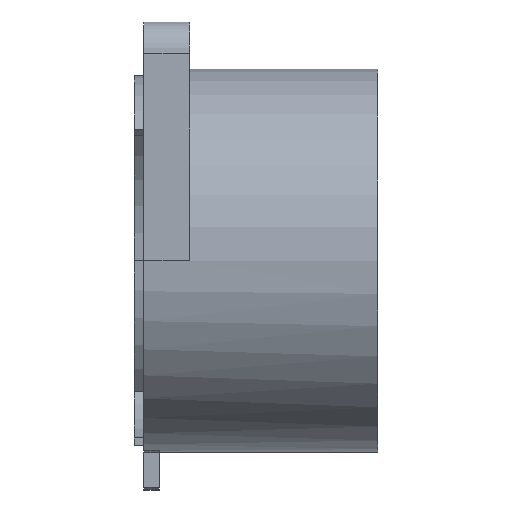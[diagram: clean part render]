
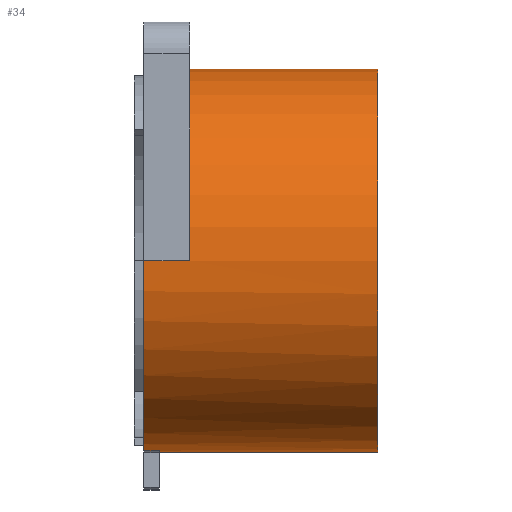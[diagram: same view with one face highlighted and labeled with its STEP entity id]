
A CAD part, left-side view. The second image highlights one B-rep face of the part: STEP entity #34.
In plain terms, the highlighted cylindrical face has radius 60.5 mm (diameter 121 mm), a partial arc.
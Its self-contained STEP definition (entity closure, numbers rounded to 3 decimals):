
#32 = EDGE_LOOP ( 'NONE', ( #1677, #637, #2998, #1814, #2157, #1832, #1165, #3276 ) ) ;
#34 = ADVANCED_FACE ( 'NONE', ( #2872 ), #928, .T. ) ;
#118 = DIRECTION ( 'NONE',  ( 0., -1., 0. ) ) ;
#171 = VECTOR ( 'NONE', #1681, 1000. ) ;
#278 = CIRCLE ( 'NONE', #1642, 60.5 ) ;
#423 = AXIS2_PLACEMENT_3D ( 'NONE', #1737, #2529, #955 ) ;
#550 = VERTEX_POINT ( 'NONE', #2305 ) ;
#565 = EDGE_CURVE ( 'NONE', #550, #3434, #1359, .T. ) ;
#637 = ORIENTED_EDGE ( 'NONE', *, *, #3200, .T. ) ;
#714 = DIRECTION ( 'NONE',  ( 0., -1., 0. ) ) ;
#867 = CARTESIAN_POINT ( 'NONE',  ( -7.498, 74., -60.034 ) ) ;
#928 = CYLINDRICAL_SURFACE ( 'NONE', #2408, 60.5 ) ;
#931 = VERTEX_POINT ( 'NONE', #1666 ) ;
#955 = DIRECTION ( 'NONE',  ( 0., 0., 1. ) ) ;
#1030 = VERTEX_POINT ( 'NONE', #1184 ) ;
#1039 = VECTOR ( 'NONE', #1558, 1000. ) ;
#1054 = VERTEX_POINT ( 'NONE', #1460 ) ;
#1094 = DIRECTION ( 'NONE',  ( 0., -1., 0. ) ) ;
#1165 = ORIENTED_EDGE ( 'NONE', *, *, #2031, .T. ) ;
#1184 = CARTESIAN_POINT ( 'NONE',  ( -7.498, 69., -60.034 ) ) ;
#1211 = CARTESIAN_POINT ( 'NONE',  ( 0., 7., 0. ) ) ;
#1293 = VERTEX_POINT ( 'NONE', #2917 ) ;
#1306 = EDGE_CURVE ( 'NONE', #1511, #1030, #2111, .T. ) ;
#1321 = CARTESIAN_POINT ( 'NONE',  ( 0., 0., 0. ) ) ;
#1351 = DIRECTION ( 'NONE',  ( 0., 0., -1. ) ) ;
#1359 = LINE ( 'NONE', #3129, #1451 ) ;
#1451 = VECTOR ( 'NONE', #714, 1000. ) ;
#1460 = CARTESIAN_POINT ( 'NONE',  ( -60.5, 74., 0. ) ) ;
#1511 = VERTEX_POINT ( 'NONE', #867 ) ;
#1558 = DIRECTION ( 'NONE',  ( 0., -1., 0. ) ) ;
#1642 = AXIS2_PLACEMENT_3D ( 'NONE', #1321, #2944, #1351 ) ;
#1652 = CIRCLE ( 'NONE', #3370, 60.5 ) ;
#1666 = CARTESIAN_POINT ( 'NONE',  ( 0., 69., -60.5 ) ) ;
#1677 = ORIENTED_EDGE ( 'NONE', *, *, #565, .F. ) ;
#1681 = DIRECTION ( 'NONE',  ( 0., 1., 0. ) ) ;
#1737 = CARTESIAN_POINT ( 'NONE',  ( 0., 69., 0. ) ) ;
#1814 = ORIENTED_EDGE ( 'NONE', *, *, #2759, .T. ) ;
#1832 = ORIENTED_EDGE ( 'NONE', *, *, #2730, .T. ) ;
#2031 = EDGE_CURVE ( 'NONE', #931, #1293, #3187, .T. ) ;
#2095 = CARTESIAN_POINT ( 'NONE',  ( -7.498, 7., -60.034 ) ) ;
#2111 = LINE ( 'NONE', #2095, #1039 ) ;
#2154 = EDGE_CURVE ( 'NONE', #2583, #1054, #2720, .T. ) ;
#2157 = ORIENTED_EDGE ( 'NONE', *, *, #1306, .T. ) ;
#2165 = DIRECTION ( 'NONE',  ( 0., -1., 0. ) ) ;
#2177 = CARTESIAN_POINT ( 'NONE',  ( 0., 7., -60.5 ) ) ;
#2265 = CIRCLE ( 'NONE', #2902, 60.5 ) ;
#2305 = CARTESIAN_POINT ( 'NONE',  ( 0., 59.5, 60.5 ) ) ;
#2408 = AXIS2_PLACEMENT_3D ( 'NONE', #1211, #2555, #3063 ) ;
#2440 = CARTESIAN_POINT ( 'NONE',  ( -60.5, 59.5, 0. ) ) ;
#2485 = CARTESIAN_POINT ( 'NONE',  ( 0., 74., 0. ) ) ;
#2519 = DIRECTION ( 'NONE',  ( 0., 0., -1. ) ) ;
#2529 = DIRECTION ( 'NONE',  ( 0., -1., 0. ) ) ;
#2555 = DIRECTION ( 'NONE',  ( 0., -1., 0. ) ) ;
#2556 = CIRCLE ( 'NONE', #423, 60.5 ) ;
#2572 = CARTESIAN_POINT ( 'NONE',  ( 0., 0., 60.5 ) ) ;
#2583 = VERTEX_POINT ( 'NONE', #2440 ) ;
#2680 = DIRECTION ( 'NONE',  ( 0., 0., -1. ) ) ;
#2720 = LINE ( 'NONE', #3050, #171 ) ;
#2730 = EDGE_CURVE ( 'NONE', #1030, #931, #2556, .T. ) ;
#2759 = EDGE_CURVE ( 'NONE', #1054, #1511, #1652, .T. ) ;
#2872 = FACE_OUTER_BOUND ( 'NONE', #32, .T. ) ;
#2892 = EDGE_CURVE ( 'NONE', #1293, #3434, #278, .T. ) ;
#2902 = AXIS2_PLACEMENT_3D ( 'NONE', #3204, #2165, #2680 ) ;
#2917 = CARTESIAN_POINT ( 'NONE',  ( 0., 0., -60.5 ) ) ;
#2944 = DIRECTION ( 'NONE',  ( 0., 1., 0. ) ) ;
#2998 = ORIENTED_EDGE ( 'NONE', *, *, #2154, .T. ) ;
#3050 = CARTESIAN_POINT ( 'NONE',  ( -60.5, 7., 0. ) ) ;
#3063 = DIRECTION ( 'NONE',  ( 0., 0., -1. ) ) ;
#3067 = VECTOR ( 'NONE', #1094, 1000. ) ;
#3129 = CARTESIAN_POINT ( 'NONE',  ( 0., 7., 60.5 ) ) ;
#3187 = LINE ( 'NONE', #2177, #3067 ) ;
#3200 = EDGE_CURVE ( 'NONE', #550, #2583, #2265, .T. ) ;
#3204 = CARTESIAN_POINT ( 'NONE',  ( 0., 59.5, 0. ) ) ;
#3276 = ORIENTED_EDGE ( 'NONE', *, *, #2892, .T. ) ;
#3370 = AXIS2_PLACEMENT_3D ( 'NONE', #2485, #118, #2519 ) ;
#3434 = VERTEX_POINT ( 'NONE', #2572 ) ;
